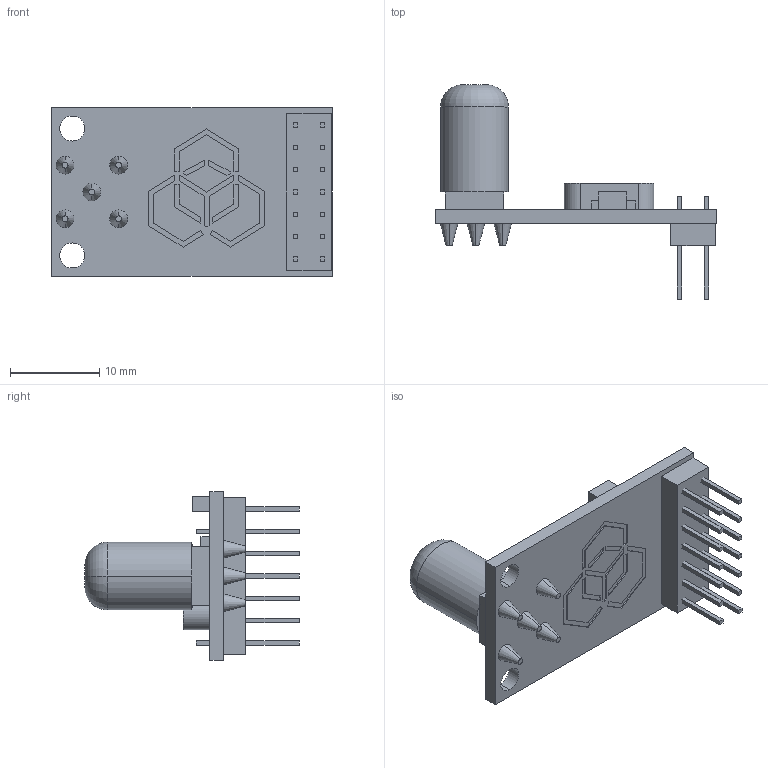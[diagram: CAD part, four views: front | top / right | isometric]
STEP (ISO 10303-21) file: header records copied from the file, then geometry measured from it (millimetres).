
FILE_DESCRIPTION (( 'STEP AP214' ), '1' );
FILE_NAME ('Ìîäóëü ðàäèîñâÿçè NRF905.STEP', '2015-11-08T11:48:45', ( '' ), ( '' ), 'SwSTEP 2.0', 'SolidWorks 2015', '' );
FILE_SCHEMA (( 'AUTOMOTIVE_DESIGN' ));
Length unit declared in the file: millimetre
Products named in the file (1): Ìîäóëü ðàäèîñâÿçè NRF905
Bounding box: 31.4 x 24 x 18.8 mm (x, y, z)
Volume: 1875.8 mm3; surface area: 2757.7 mm2
Topology: 26 solids, 26 shells, 220 faces, 478 edges, 318 vertices
Faces by surface type: plane 200, cone 10, cylinder 8, torus 2
Entity records: 7823 total; most frequent: CARTESIAN_POINT 1017, DIRECTION 960, ORIENTED_EDGE 956, EDGE_CURVE 478, VECTOR 438, LINE 438, VERTEX_POINT 318, AXIS2_PLACEMENT_3D 261
